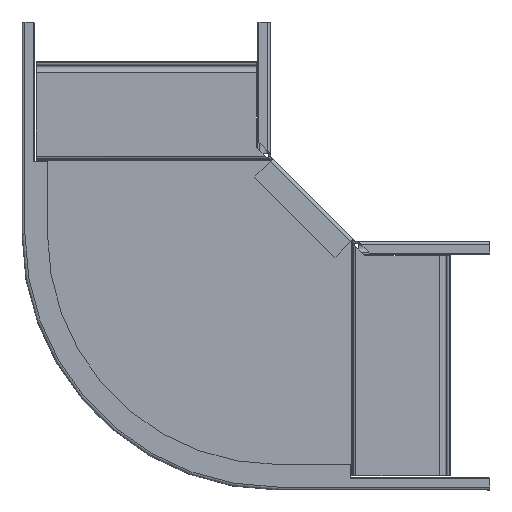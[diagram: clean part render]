
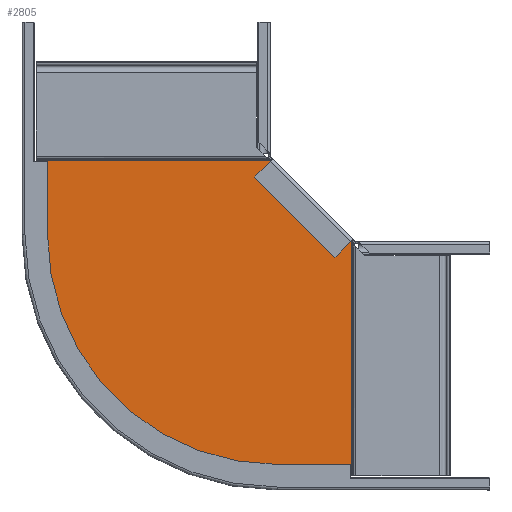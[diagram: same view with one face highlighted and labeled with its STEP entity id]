
A CAD part, front view. The second image highlights one B-rep face of the part: STEP entity #2805.
In plain terms, the highlighted planar face has unit normal (0, -1, 0).
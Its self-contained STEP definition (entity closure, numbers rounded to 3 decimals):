
#73 = FACE_OUTER_BOUND ( 'NONE', #1671, .T. ) ;
#96 = VERTEX_POINT ( 'NONE', #1317 ) ;
#134 = LINE ( 'NONE', #2206, #1341 ) ;
#292 = LINE ( 'NONE', #5030, #2607 ) ;
#394 = ORIENTED_EDGE ( 'NONE', *, *, #4344, .F. ) ;
#434 = AXIS2_PLACEMENT_3D ( 'NONE', #2681, #947, #4392 ) ;
#614 = CARTESIAN_POINT ( 'NONE',  ( 24.071, -0.75, -24.071 ) ) ;
#762 = EDGE_CURVE ( 'NONE', #1287, #3990, #1694, .T. ) ;
#896 = LINE ( 'NONE', #3967, #1905 ) ;
#947 = DIRECTION ( 'NONE',  ( 0., -1., 0. ) ) ;
#971 = VERTEX_POINT ( 'NONE', #1077 ) ;
#1077 = CARTESIAN_POINT ( 'NONE',  ( -24.071, -0.75, 24.071 ) ) ;
#1088 = EDGE_CURVE ( 'NONE', #1502, #1296, #134, .T. ) ;
#1154 = ORIENTED_EDGE ( 'NONE', *, *, #1969, .T. ) ;
#1170 = EDGE_CURVE ( 'NONE', #971, #3110, #1847, .T. ) ;
#1239 = ORIENTED_EDGE ( 'NONE', *, *, #1841, .T. ) ;
#1248 = DIRECTION ( 'NONE',  ( 0., 0., -1. ) ) ;
#1286 = CARTESIAN_POINT ( 'NONE',  ( -161.412, -0.75, 23.412 ) ) ;
#1287 = VERTEX_POINT ( 'NONE', #5285 ) ;
#1296 = VERTEX_POINT ( 'NONE', #4654 ) ;
#1317 = CARTESIAN_POINT ( 'NONE',  ( 24.071, -0.75, -161.412 ) ) ;
#1341 = VECTOR ( 'NONE', #3554, 1000. ) ;
#1363 = CARTESIAN_POINT ( 'NONE',  ( -19.662, -0.75, 24.071 ) ) ;
#1502 = VERTEX_POINT ( 'NONE', #1286 ) ;
#1524 = EDGE_CURVE ( 'NONE', #4529, #1296, #896, .T. ) ;
#1665 = LINE ( 'NONE', #5450, #3777 ) ;
#1671 = EDGE_LOOP ( 'NONE', ( #2191, #1154, #1239, #4812, #4914, #2792, #2231, #394, #2598, #2178 ) ) ;
#1694 = LINE ( 'NONE', #4714, #3201 ) ;
#1799 = CARTESIAN_POINT ( 'NONE',  ( -12.021, -0.75, 12.021 ) ) ;
#1841 = EDGE_CURVE ( 'NONE', #2986, #1502, #1665, .T. ) ;
#1847 = LINE ( 'NONE', #1799, #5348 ) ;
#1891 = EDGE_CURVE ( 'NONE', #1287, #4529, #5404, .T. ) ;
#1895 = EDGE_CURVE ( 'NONE', #3110, #96, #292, .T. ) ;
#1905 = VECTOR ( 'NONE', #4810, 1000. ) ;
#1935 = VECTOR ( 'NONE', #1248, 1000. ) ;
#1969 = EDGE_CURVE ( 'NONE', #971, #2986, #3096, .T. ) ;
#2021 = CARTESIAN_POINT ( 'NONE',  ( 23.412, -0.75, -161.412 ) ) ;
#2151 = VERTEX_POINT ( 'NONE', #2021 ) ;
#2178 = ORIENTED_EDGE ( 'NONE', *, *, #1895, .F. ) ;
#2191 = ORIENTED_EDGE ( 'NONE', *, *, #1170, .F. ) ;
#2206 = CARTESIAN_POINT ( 'NONE',  ( -167.912, -0.75, 23.412 ) ) ;
#2231 = ORIENTED_EDGE ( 'NONE', *, *, #762, .T. ) ;
#2244 = CARTESIAN_POINT ( 'NONE',  ( -161.412, -0.75, 24.071 ) ) ;
#2340 = DIRECTION ( 'NONE',  ( -1., 0., 0. ) ) ;
#2393 = LINE ( 'NONE', #4606, #1935 ) ;
#2428 = AXIS2_PLACEMENT_3D ( 'NONE', #4560, #2429, #5413 ) ;
#2429 = DIRECTION ( 'NONE',  ( 0., 1., 0. ) ) ;
#2475 = DIRECTION ( 'NONE',  ( 1., 0., 0. ) ) ;
#2598 = ORIENTED_EDGE ( 'NONE', *, *, #2867, .F. ) ;
#2607 = VECTOR ( 'NONE', #4586, 1000. ) ;
#2681 = CARTESIAN_POINT ( 'NONE',  ( -19.662, -0.75, -19.662 ) ) ;
#2792 = ORIENTED_EDGE ( 'NONE', *, *, #1891, .F. ) ;
#2805 = ADVANCED_FACE ( 'NONE', ( #73 ), #3515, .T. ) ;
#2820 = LINE ( 'NONE', #4948, #4818 ) ;
#2867 = EDGE_CURVE ( 'NONE', #96, #2151, #2820, .T. ) ;
#2937 = CARTESIAN_POINT ( 'NONE',  ( 23.412, -0.75, -167.912 ) ) ;
#2986 = VERTEX_POINT ( 'NONE', #2244 ) ;
#3071 = DIRECTION ( 'NONE',  ( -1., 0., 0. ) ) ;
#3096 = LINE ( 'NONE', #1363, #4554 ) ;
#3110 = VERTEX_POINT ( 'NONE', #614 ) ;
#3201 = VECTOR ( 'NONE', #2475, 1000. ) ;
#3515 = PLANE ( 'NONE',  #434 ) ;
#3554 = DIRECTION ( 'NONE',  ( -1., 0., 0. ) ) ;
#3777 = VECTOR ( 'NONE', #4160, 1000. ) ;
#3967 = CARTESIAN_POINT ( 'NONE',  ( -167.912, -0.75, -19.662 ) ) ;
#3990 = VERTEX_POINT ( 'NONE', #2937 ) ;
#4160 = DIRECTION ( 'NONE',  ( 0., 0., -1. ) ) ;
#4344 = EDGE_CURVE ( 'NONE', #2151, #3990, #2393, .T. ) ;
#4392 = DIRECTION ( 'NONE',  ( 0., 0., -1. ) ) ;
#4529 = VERTEX_POINT ( 'NONE', #4710 ) ;
#4554 = VECTOR ( 'NONE', #3071, 1000. ) ;
#4560 = CARTESIAN_POINT ( 'NONE',  ( -19.662, -0.75, -19.662 ) ) ;
#4586 = DIRECTION ( 'NONE',  ( 0., 0., -1. ) ) ;
#4606 = CARTESIAN_POINT ( 'NONE',  ( 23.412, -0.75, -167.912 ) ) ;
#4654 = CARTESIAN_POINT ( 'NONE',  ( -167.912, -0.75, 23.412 ) ) ;
#4710 = CARTESIAN_POINT ( 'NONE',  ( -167.912, -0.75, -19.662 ) ) ;
#4714 = CARTESIAN_POINT ( 'NONE',  ( -19.662, -0.75, -167.912 ) ) ;
#4810 = DIRECTION ( 'NONE',  ( 0., 0., 1. ) ) ;
#4812 = ORIENTED_EDGE ( 'NONE', *, *, #1088, .T. ) ;
#4818 = VECTOR ( 'NONE', #2340, 1000. ) ;
#4914 = ORIENTED_EDGE ( 'NONE', *, *, #1524, .F. ) ;
#4948 = CARTESIAN_POINT ( 'NONE',  ( 75.912, -0.75, -161.412 ) ) ;
#5030 = CARTESIAN_POINT ( 'NONE',  ( 24.071, -0.75, -19.662 ) ) ;
#5204 = DIRECTION ( 'NONE',  ( 0.707, 0., -0.707 ) ) ;
#5285 = CARTESIAN_POINT ( 'NONE',  ( -19.662, -0.75, -167.912 ) ) ;
#5348 = VECTOR ( 'NONE', #5204, 1000. ) ;
#5404 = CIRCLE ( 'NONE', #2428, 148.25 ) ;
#5413 = DIRECTION ( 'NONE',  ( 0., 0., -1. ) ) ;
#5450 = CARTESIAN_POINT ( 'NONE',  ( -161.412, -0.75, 75.912 ) ) ;
